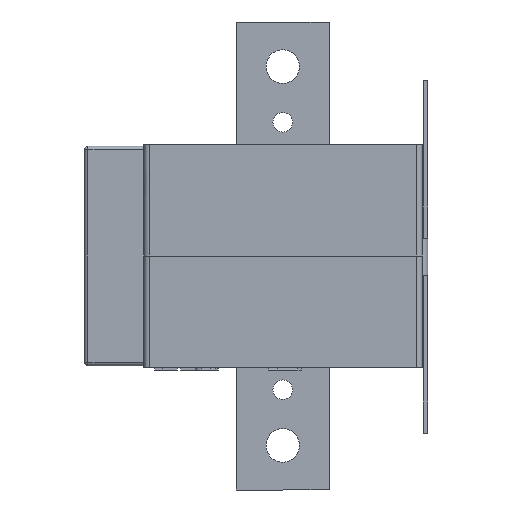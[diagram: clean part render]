
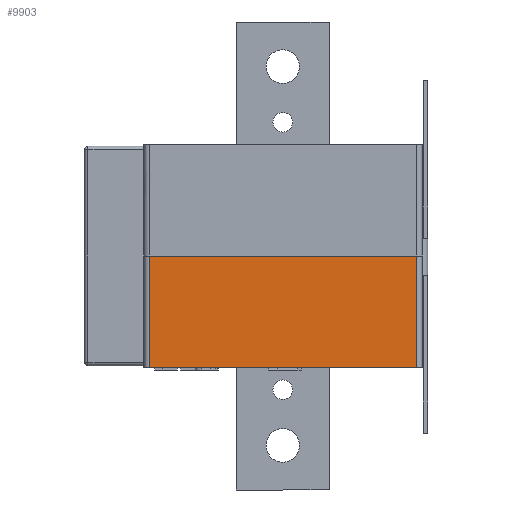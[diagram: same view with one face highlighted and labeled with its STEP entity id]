
A CAD part, left-side view. The second image highlights one B-rep face of the part: STEP entity #9903.
In plain terms, the highlighted planar face has unit normal (-1, 0, 0).
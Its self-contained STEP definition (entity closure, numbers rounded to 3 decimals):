
#196 = CARTESIAN_POINT ( 'NONE',  ( -39., 36., -30. ) ) ;
#308 = CARTESIAN_POINT ( 'NONE',  ( -39., -36., -30. ) ) ;
#344 = DIRECTION ( 'NONE',  ( 0., 0., 1. ) ) ;
#410 = PLANE ( 'NONE',  #3547 ) ;
#2342 = LINE ( 'NONE', #196, #13532 ) ;
#2452 = DIRECTION ( 'NONE',  ( 0., 0., 1. ) ) ;
#2657 = DIRECTION ( 'NONE',  ( 0., -1., 0. ) ) ;
#3547 = AXIS2_PLACEMENT_3D ( 'NONE', #26845, #9317, #2657 ) ;
#4062 = VERTEX_POINT ( 'NONE', #14767 ) ;
#4142 = CARTESIAN_POINT ( 'NONE',  ( -39., 36., -30. ) ) ;
#4611 = ORIENTED_EDGE ( 'NONE', *, *, #19495, .F. ) ;
#4885 = LINE ( 'NONE', #308, #21793 ) ;
#5509 = VECTOR ( 'NONE', #344, 1000. ) ;
#5613 = VECTOR ( 'NONE', #23285, 1000. ) ;
#9317 = DIRECTION ( 'NONE',  ( -1., 0., 0. ) ) ;
#9360 = EDGE_CURVE ( 'NONE', #26829, #4062, #23074, .T. ) ;
#9528 = ORIENTED_EDGE ( 'NONE', *, *, #27191, .F. ) ;
#9723 = VERTEX_POINT ( 'NONE', #4142 ) ;
#9903 = ADVANCED_FACE ( 'NONE', ( #23356 ), #410, .T. ) ;
#10145 = ORIENTED_EDGE ( 'NONE', *, *, #9360, .T. ) ;
#12251 = CARTESIAN_POINT ( 'NONE',  ( -39., -36., 0. ) ) ;
#13532 = VECTOR ( 'NONE', #2452, 1000. ) ;
#14767 = CARTESIAN_POINT ( 'NONE',  ( -39., -36., 0. ) ) ;
#15903 = CARTESIAN_POINT ( 'NONE',  ( -39., -36., -30. ) ) ;
#18324 = EDGE_LOOP ( 'NONE', ( #4611, #9528, #23028, #10145 ) ) ;
#19495 = EDGE_CURVE ( 'NONE', #19990, #4062, #23165, .T. ) ;
#19990 = VERTEX_POINT ( 'NONE', #24784 ) ;
#20180 = DIRECTION ( 'NONE',  ( 0., -1., 0. ) ) ;
#20763 = CARTESIAN_POINT ( 'NONE',  ( -39., -36., -30. ) ) ;
#21793 = VECTOR ( 'NONE', #20180, 1000. ) ;
#23028 = ORIENTED_EDGE ( 'NONE', *, *, #25165, .T. ) ;
#23074 = LINE ( 'NONE', #15903, #5509 ) ;
#23165 = LINE ( 'NONE', #12251, #5613 ) ;
#23285 = DIRECTION ( 'NONE',  ( 0., -1., 0. ) ) ;
#23356 = FACE_OUTER_BOUND ( 'NONE', #18324, .T. ) ;
#24784 = CARTESIAN_POINT ( 'NONE',  ( -39., 36., 0. ) ) ;
#25165 = EDGE_CURVE ( 'NONE', #9723, #26829, #4885, .T. ) ;
#26829 = VERTEX_POINT ( 'NONE', #20763 ) ;
#26845 = CARTESIAN_POINT ( 'NONE',  ( -39., -36., -30. ) ) ;
#27191 = EDGE_CURVE ( 'NONE', #9723, #19990, #2342, .T. ) ;
